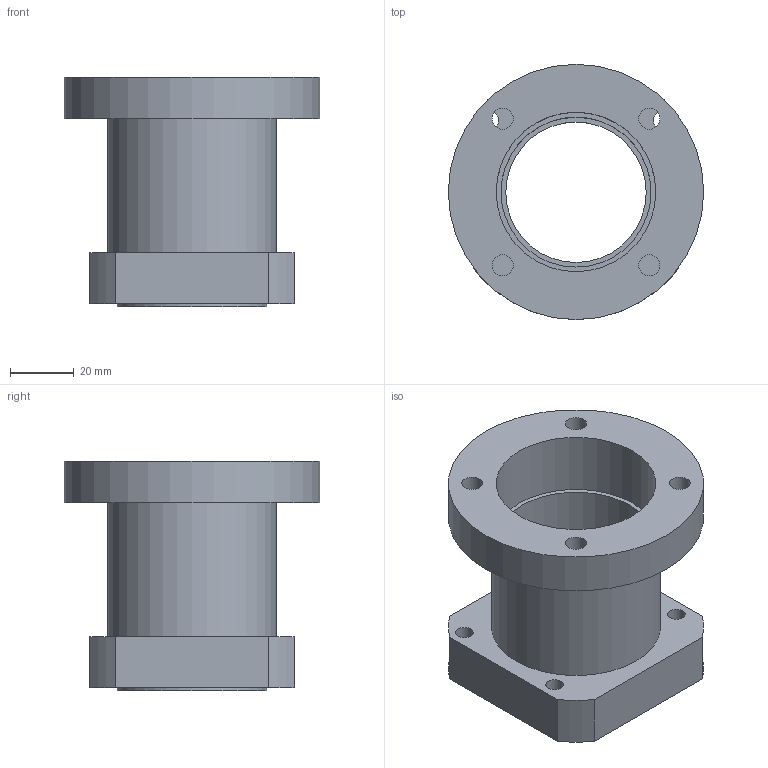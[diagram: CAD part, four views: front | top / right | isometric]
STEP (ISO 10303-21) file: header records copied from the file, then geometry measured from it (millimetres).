
FILE_DESCRIPTION((''),'2;1');
FILE_NAME('AXC60- Z-Adapter-MP80.stp','2011-03-25T11:52:35',('01136'),(''),'Autodesk Inventor 2011','Autodesk Inventor 2011','');
FILE_SCHEMA(('AUTOMOTIVE_DESIGN { 1 0 10303 214 1 1 1 1 }'));
Length unit declared in the file: millimetre
Products named in the file (1): AXC60- Z-Adapter-MP80
Bounding box: 80 x 80 x 72 mm (x, y, z)
Volume: 93637.3 mm3; surface area: 37174.5 mm2
Topology: 1 solids, 1 shells, 29 faces, 71 edges, 49 vertices
Faces by surface type: cylinder 18, plane 11
Full cylindrical faces by diameter (mm): 5.5 x4, 6.6 x4, 44 x1, 47 x2, 50 x1, 53 x1, 80 x1
Entity records: 828 total; most frequent: DIRECTION 148, CARTESIAN_POINT 126, ORIENTED_EDGE 104, AXIS2_PLACEMENT_3D 66, EDGE_LOOP 66, EDGE_CURVE 52, VERTEX_POINT 44, FACE_BOUND 37
